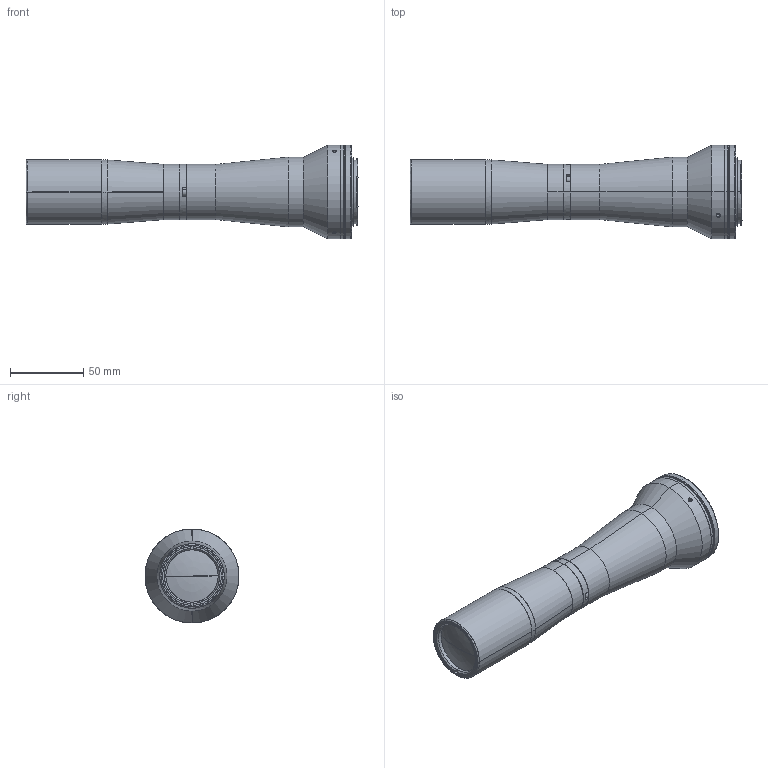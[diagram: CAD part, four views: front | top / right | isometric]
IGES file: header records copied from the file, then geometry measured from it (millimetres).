
Start section: SolidWorks IGES file using analytic representation for surfaces
Global section: file name: DP27907_TC12M024-F.igs; native system: SolidWorks 2021; preprocessor: SolidWorks 2021; author: bertolucci; date: 210917.160920; units: millimetre
Bounding box: 226.37 x 64 x 64 mm (x, y, z)
Surface area: 51414.4 mm2 (no closed solid volume)
Topology: 0 solids, 0 shells, 159 faces, 3508 edges, 3507 vertices
Faces by surface type: revolution 83, bspline 76
